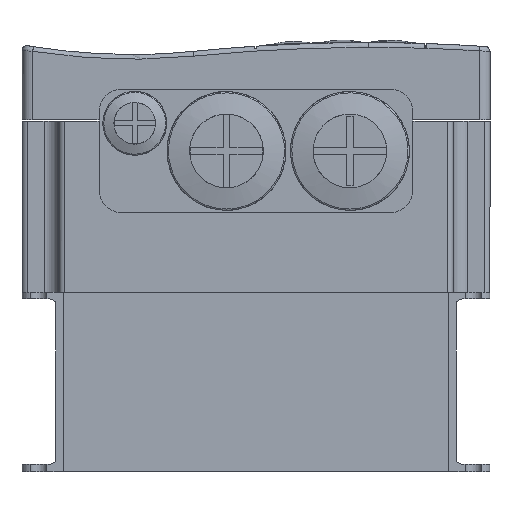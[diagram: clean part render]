
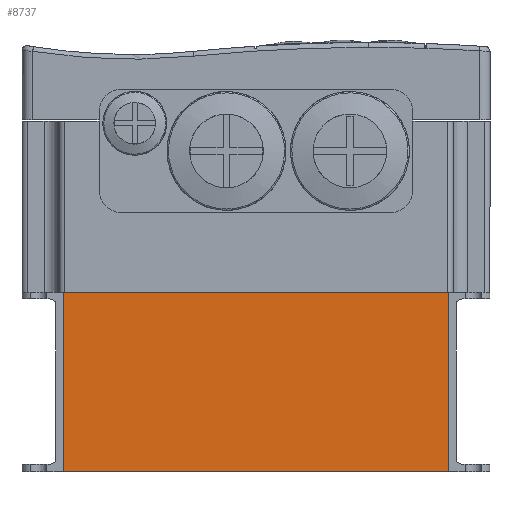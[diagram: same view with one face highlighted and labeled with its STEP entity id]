
A CAD part, front view. The second image highlights one B-rep face of the part: STEP entity #8737.
In plain terms, the highlighted planar face has unit normal (0, -1, 0).
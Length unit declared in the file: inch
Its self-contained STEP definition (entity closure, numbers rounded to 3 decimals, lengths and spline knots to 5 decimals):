
#5943 = ORIENTED_EDGE ( 'NONE', *, *, #29246, .F. ) ;
#8340 = AXIS2_PLACEMENT_3D ( 'NONE', #19344, #48535, #23530 ) ;
#8737 = ADVANCED_FACE ( 'NONE', ( #21087 ), #14769, .T. ) ;
#11750 = VECTOR ( 'NONE', #26129, 39.37008 ) ;
#11794 = VECTOR ( 'NONE', #44040, 39.37008 ) ;
#12558 = ORIENTED_EDGE ( 'NONE', *, *, #20216, .T. ) ;
#12889 = LINE ( 'NONE', #49184, #33810 ) ;
#14769 = PLANE ( 'NONE',  #8340 ) ;
#16015 = VERTEX_POINT ( 'NONE', #41624 ) ;
#19012 = CARTESIAN_POINT ( 'NONE',  ( -3.935, -6.345, -4. ) ) ;
#19344 = CARTESIAN_POINT ( 'NONE',  ( -3.245, -6.345, -4.61267 ) ) ;
#20216 = EDGE_CURVE ( 'NONE', #50507, #16015, #24203, .T. ) ;
#21087 = FACE_OUTER_BOUND ( 'NONE', #25454, .T. ) ;
#23530 = DIRECTION ( 'NONE',  ( 0., 0., 1. ) ) ;
#23728 = VERTEX_POINT ( 'NONE', #46728 ) ;
#24037 = CARTESIAN_POINT ( 'NONE',  ( -3.245, -6.345, -4. ) ) ;
#24203 = LINE ( 'NONE', #19012, #11794 ) ;
#25454 = EDGE_LOOP ( 'NONE', ( #12558, #42504, #38031, #5943 ) ) ;
#25828 = CARTESIAN_POINT ( 'NONE',  ( 3.245, -6.345, -0.98 ) ) ;
#26129 = DIRECTION ( 'NONE',  ( 0., 0., 1. ) ) ;
#26684 = EDGE_CURVE ( 'NONE', #41733, #16015, #47633, .T. ) ;
#26739 = VECTOR ( 'NONE', #50829, 39.37008 ) ;
#29246 = EDGE_CURVE ( 'NONE', #50507, #23728, #33998, .T. ) ;
#33810 = VECTOR ( 'NONE', #44826, 39.37008 ) ;
#33998 = LINE ( 'NONE', #51132, #11750 ) ;
#38031 = ORIENTED_EDGE ( 'NONE', *, *, #49472, .F. ) ;
#39387 = CARTESIAN_POINT ( 'NONE',  ( 3.245, -6.345, -0.98 ) ) ;
#41624 = CARTESIAN_POINT ( 'NONE',  ( 3.245, -6.345, -4. ) ) ;
#41733 = VERTEX_POINT ( 'NONE', #39387 ) ;
#42504 = ORIENTED_EDGE ( 'NONE', *, *, #26684, .F. ) ;
#44040 = DIRECTION ( 'NONE',  ( 1., 0., 0. ) ) ;
#44826 = DIRECTION ( 'NONE',  ( 1., 0., 0. ) ) ;
#46728 = CARTESIAN_POINT ( 'NONE',  ( -3.245, -6.345, -0.98 ) ) ;
#47633 = LINE ( 'NONE', #25828, #26739 ) ;
#48535 = DIRECTION ( 'NONE',  ( 0., -1., 0. ) ) ;
#49184 = CARTESIAN_POINT ( 'NONE',  ( -3.245, -6.345, -0.98 ) ) ;
#49472 = EDGE_CURVE ( 'NONE', #23728, #41733, #12889, .T. ) ;
#50507 = VERTEX_POINT ( 'NONE', #24037 ) ;
#50829 = DIRECTION ( 'NONE',  ( 0., 0., -1. ) ) ;
#51132 = CARTESIAN_POINT ( 'NONE',  ( -3.245, -6.345, -4.61267 ) ) ;
